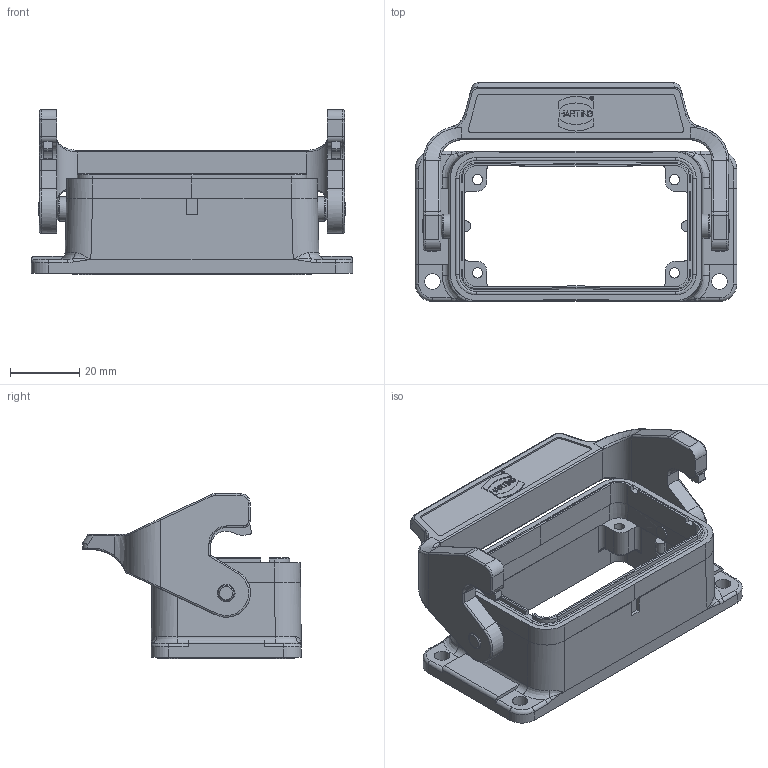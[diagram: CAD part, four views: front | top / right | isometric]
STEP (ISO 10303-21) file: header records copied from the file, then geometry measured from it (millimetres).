
FILE_DESCRIPTION(/* description */ (''),/* implementation_level */ '2;1');
FILE_NAME(/* name */ '100119249ugm000_d.stp',/* time_stamp */ '2017-11-06T09:36:18+01:00',/* author */ (''),/* organization */ (''),/* preprocessor_version */ 'ST-DEVELOPER v16',/* originating_system */ 'SIEMENS PLM Software NX 10.0',/* authorisation */ '');
FILE_SCHEMA (('AUTOMOTIVE_DESIGN { 1 0 10303 214 3 1 1 1 }'));
Length unit declared in the file: millimetre
Products named in the file (1): 100119249ugm000_d
Bounding box: 93 x 63.2 x 47.75 mm (x, y, z)
Volume: 41285.9 mm3; surface area: 25482.8 mm2
Topology: 2 solids, 2 shells, 631 faces, 2178 edges, 2082 vertices
Faces by surface type: plane 322, cylinder 173, bspline 114, cone 10, torus 10, sphere 2
Full cylindrical faces by diameter (mm): 0.95 x1, 1.05 x1, 3 x4, 4 x2, 4.5 x4, 4.8 x2, 5.1 x2, 7 x2
Entity records: 30169 total; most frequent: CARTESIAN_POINT 8239, ORIENTED_EDGE 3190, DIRECTION 3094, EDGE_CURVE 1595, PRESENTATION_STYLE_ASSIGNMENT 1102, LINE 1060, VECTOR 1060, VERTEX_POINT 1020
